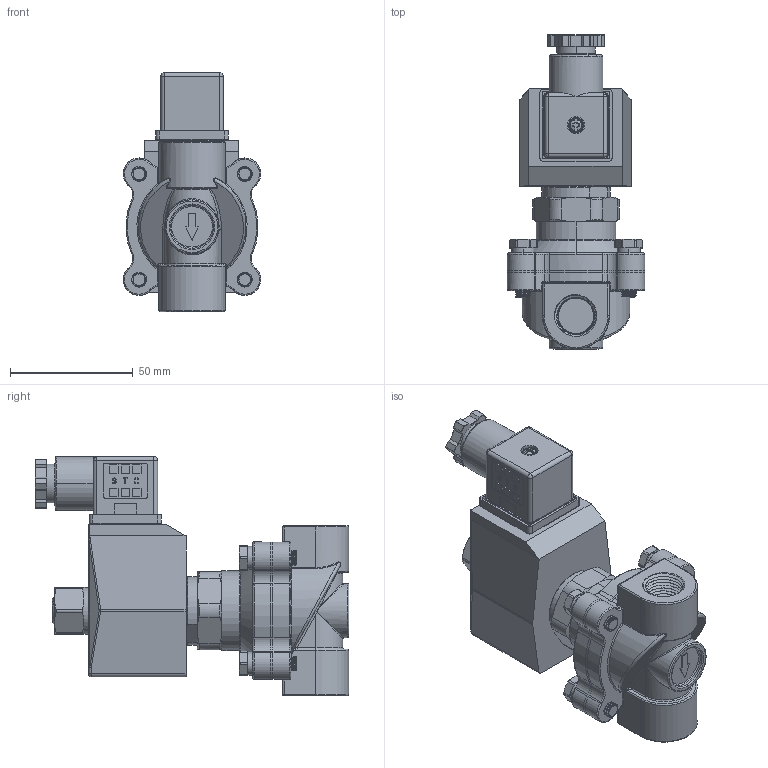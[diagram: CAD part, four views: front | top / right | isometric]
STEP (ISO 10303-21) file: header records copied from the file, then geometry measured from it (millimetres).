
FILE_DESCRIPTION (( 'STEP AP214' ), '1' );
FILE_NAME ('2SO160-3-8.STEP', '2018-11-08T19:34:36', ( '' ), ( '' ), 'SwSTEP 2.0', 'SolidWorks 2016', '' );
FILE_SCHEMA (( 'AUTOMOTIVE_DESIGN' ));
Length unit declared in the file: millimetre
Products named in the file (1): 2SO160-3-8
Bounding box: 56.11 x 128.11 x 97.75 mm (x, y, z)
Volume: 226966 mm3; surface area: 78814.2 mm2
Topology: 25 solids, 25 shells, 1814 faces, 4932 edges, 3207 vertices
Faces by surface type: cylinder 747, plane 689, bspline 135, cone 129, torus 85, sphere 29
Entity records: 126567 total; most frequent: CARTESIAN_POINT 64032, ORIENTED_EDGE 9832, DIRECTION 7513, EDGE_CURVE 4916, VERTEX_POINT 3207, AXIS2_PLACEMENT_3D 2542, LINE 2429, VECTOR 2429
